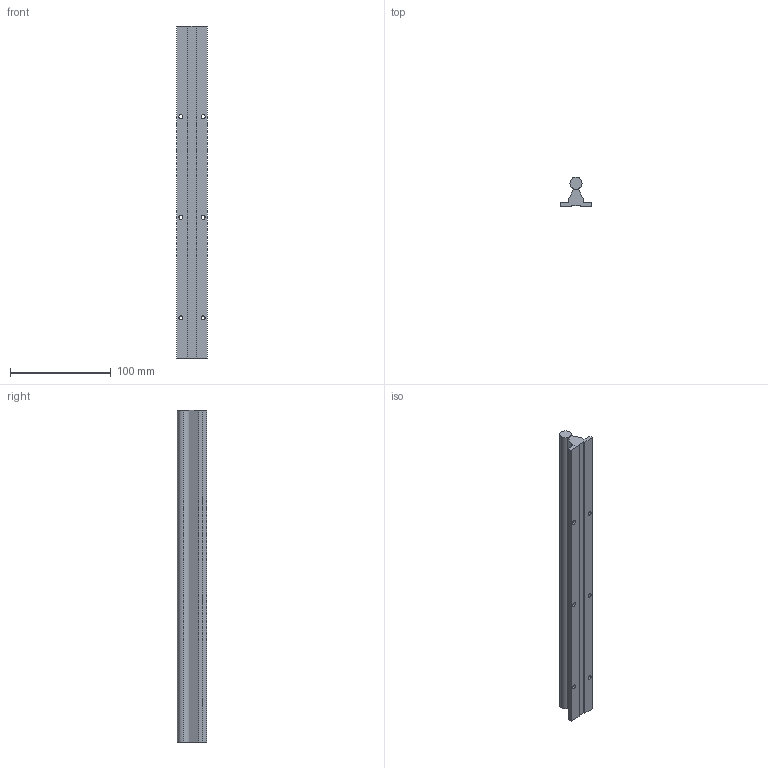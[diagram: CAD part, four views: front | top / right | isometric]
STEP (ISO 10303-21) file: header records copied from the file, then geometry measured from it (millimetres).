
FILE_DESCRIPTION (( 'STEP AP214' ), '1' );
FILE_NAME ('GuideRail 330mm.STEP', '2025-01-07T21:06:20', ( '' ), ( '' ), 'SwSTEP 2.0', 'SolidWorks 2024', '' );
FILE_SCHEMA (( 'AUTOMOTIVE_DESIGN' ));
Length unit declared in the file: millimetre
Products named in the file (1): GuideRail 330mm
Bounding box: 30 x 29 x 330 mm (x, y, z)
Volume: 120941.1 mm3; surface area: 42929.8 mm2
Topology: 2 solids, 2 shells, 44 faces, 108 edges, 68 vertices
Faces by surface type: plane 17, cylinder 15, cone 12
Entity records: 1354 total; most frequent: DIRECTION 240, CARTESIAN_POINT 221, ORIENTED_EDGE 216, EDGE_CURVE 108, AXIS2_PLACEMENT_3D 87, VERTEX_POINT 68, VECTOR 66, LINE 66
